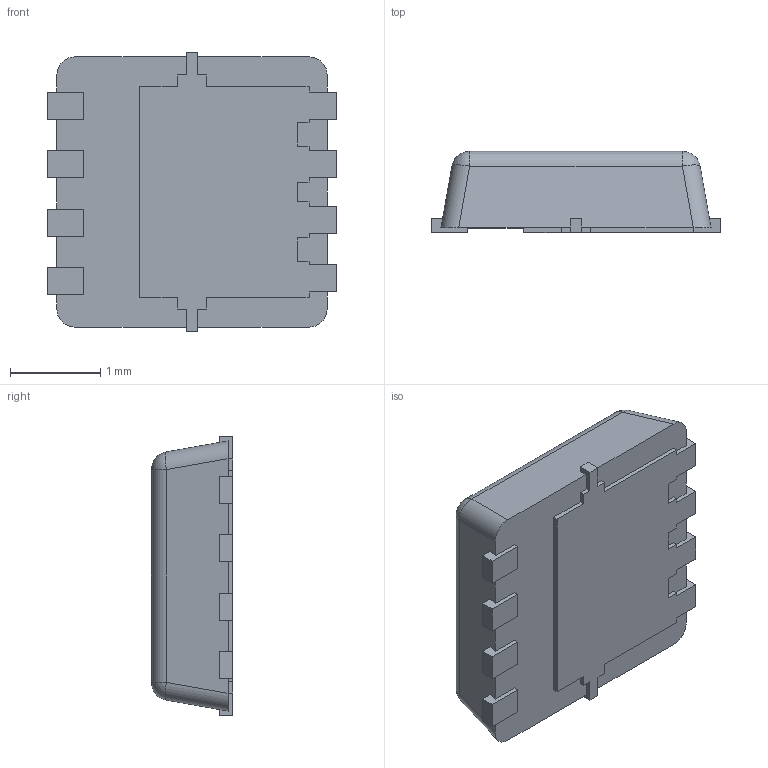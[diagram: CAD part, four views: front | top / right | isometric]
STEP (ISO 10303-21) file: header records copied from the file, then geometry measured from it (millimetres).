
FILE_DESCRIPTION (( 'STEP AP214' ), '1' );
FILE_NAME ('AONR21321.STEP', '2023-10-06T12:02:41', ( '' ), ( '' ), 'SwSTEP 2.0', 'SolidWorks 2017', '' );
FILE_SCHEMA (( 'AUTOMOTIVE_DESIGN' ));
Length unit declared in the file: millimetre
Products named in the file (1): AONR21321
Bounding box: 3.2 x 0.9 x 3.1 mm (x, y, z)
Volume: 7.1 mm3; surface area: 40 mm2
Topology: 7 solids, 7 shells, 163 faces, 432 edges, 284 vertices
Faces by surface type: plane 147, cylinder 12, sphere 4
Entity records: 5038 total; most frequent: CARTESIAN_POINT 892, ORIENTED_EDGE 864, DIRECTION 776, EDGE_CURVE 432, LINE 408, VECTOR 408, VERTEX_POINT 284, AXIS2_PLACEMENT_3D 184
